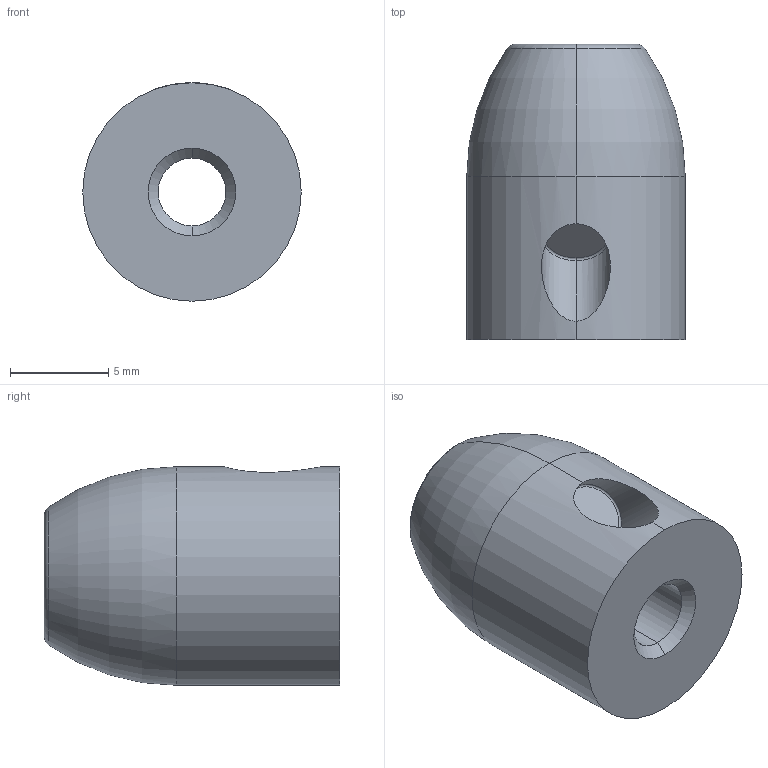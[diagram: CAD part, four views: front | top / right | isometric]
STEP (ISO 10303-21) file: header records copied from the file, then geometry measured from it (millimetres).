
FILE_DESCRIPTION (( 'STEP AP214' ), '1' );
FILE_NAME ('20-2753.STEP', '2024-06-03T14:16:30', ( '' ), ( '' ), 'SwSTEP 2.0', 'SolidWorks 2023', '' );
FILE_SCHEMA (( 'AUTOMOTIVE_DESIGN' ));
Length unit declared in the file: millimetre
Products named in the file (1): 20-2753
Bounding box: 11.1 x 15 x 11.1 mm (x, y, z)
Volume: 1139.7 mm3; surface area: 801.1 mm2
Topology: 1 solids, 1 shells, 17 faces, 35 edges, 20 vertices
Faces by surface type: torus 6, cylinder 6, plane 3, cone 2
Entity records: 524 total; most frequent: CARTESIAN_POINT 121, DIRECTION 93, ORIENTED_EDGE 70, AXIS2_PLACEMENT_3D 42, EDGE_CURVE 35, CIRCLE 24, VERTEX_POINT 20, EDGE_LOOP 19
